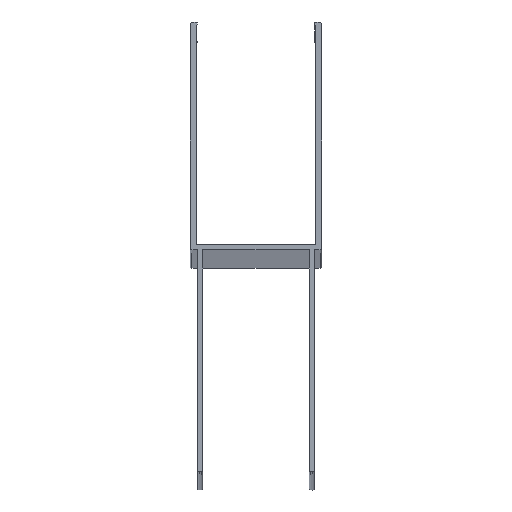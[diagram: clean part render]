
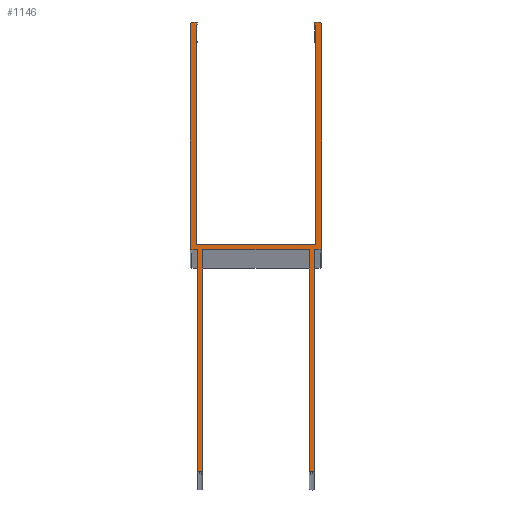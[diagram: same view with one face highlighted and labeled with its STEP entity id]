
A CAD part, top view. The second image highlights one B-rep face of the part: STEP entity #1146.
In plain terms, the highlighted planar face has unit normal (0, 0, 1).
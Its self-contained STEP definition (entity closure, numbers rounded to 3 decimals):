
#393=DIRECTION('',(-1.,0.,0.));
#394=VECTOR('',#393,22.6);
#395=CARTESIAN_POINT('',(11.3,1.1,1000.));
#396=LINE('',#395,#394);
#400=DIRECTION('',(0.,-1.,0.));
#401=VECTOR('',#400,41.3);
#402=CARTESIAN_POINT('',(11.3,42.4,1000.));
#403=LINE('',#402,#401);
#407=CARTESIAN_POINT('',(11.3,42.7,1000.));
#408=DIRECTION('',(0.,0.,1.));
#409=DIRECTION('',(0.,1.,0.));
#410=AXIS2_PLACEMENT_3D('',#407,#408,#409);
#415=DIRECTION('',(-1.,0.,0.));
#416=VECTOR('',#415,0.6);
#417=CARTESIAN_POINT('',(11.9,43.,1000.));
#418=LINE('',#417,#416);
#422=CARTESIAN_POINT('',(11.9,42.5,1000.));
#423=DIRECTION('',(0.,0.,1.));
#424=DIRECTION('',(1.,0.,0.));
#425=AXIS2_PLACEMENT_3D('',#422,#423,#424);
#430=DIRECTION('',(0.,1.,0.));
#431=VECTOR('',#430,42.2);
#432=CARTESIAN_POINT('',(12.4,0.3,1000.));
#433=LINE('',#432,#431);
#437=CARTESIAN_POINT('',(12.1,0.3,1000.));
#438=DIRECTION('',(0.,0.,1.));
#439=DIRECTION('',(0.,-1.,0.));
#440=AXIS2_PLACEMENT_3D('',#437,#438,#439);
#445=DIRECTION('',(1.,0.,0.));
#446=VECTOR('',#445,1.1);
#447=CARTESIAN_POINT('',(11.,0.,1000.));
#448=LINE('',#447,#446);
#452=DIRECTION('',(0.,1.,0.));
#453=VECTOR('',#452,41.504);
#454=CARTESIAN_POINT('',(11.,-41.504,1000.));
#455=LINE('',#454,#453);
#459=CARTESIAN_POINT('',(10.7,-41.504,1000.));
#460=DIRECTION('',(0.,0.,1.));
#461=DIRECTION('',(0.,-1.,0.));
#462=AXIS2_PLACEMENT_3D('',#459,#460,#461);
#467=DIRECTION('',(1.,0.,0.));
#468=VECTOR('',#467,0.4);
#469=CARTESIAN_POINT('',(10.3,-41.804,1000.));
#470=LINE('',#469,#468);
#474=CARTESIAN_POINT('',(10.3,-41.504,1000.));
#475=DIRECTION('',(0.,0.,1.));
#476=DIRECTION('',(-1.,0.,0.));
#477=AXIS2_PLACEMENT_3D('',#474,#475,#476);
#482=DIRECTION('',(0.,-1.,0.));
#483=VECTOR('',#482,41.504);
#484=CARTESIAN_POINT('',(10.,0.,1000.));
#485=LINE('',#484,#483);
#489=DIRECTION('',(1.,0.,0.));
#490=VECTOR('',#489,20.);
#491=CARTESIAN_POINT('',(-10.,0.,1000.));
#492=LINE('',#491,#490);
#496=DIRECTION('',(0.,1.,0.));
#497=VECTOR('',#496,41.504);
#498=CARTESIAN_POINT('',(-10.,-41.504,1000.));
#499=LINE('',#498,#497);
#503=CARTESIAN_POINT('',(-10.3,-41.504,1000.));
#504=DIRECTION('',(0.,0.,1.));
#505=DIRECTION('',(0.,-1.,0.));
#506=AXIS2_PLACEMENT_3D('',#503,#504,#505);
#511=DIRECTION('',(1.,0.,0.));
#512=VECTOR('',#511,0.4);
#513=CARTESIAN_POINT('',(-10.7,-41.804,1000.));
#514=LINE('',#513,#512);
#518=CARTESIAN_POINT('',(-10.7,-41.504,1000.));
#519=DIRECTION('',(0.,0.,1.));
#520=DIRECTION('',(-1.,0.,0.));
#521=AXIS2_PLACEMENT_3D('',#518,#519,#520);
#526=DIRECTION('',(0.,-1.,0.));
#527=VECTOR('',#526,41.504);
#528=CARTESIAN_POINT('',(-11.,0.,1000.));
#529=LINE('',#528,#527);
#533=DIRECTION('',(1.,0.,0.));
#534=VECTOR('',#533,1.1);
#535=CARTESIAN_POINT('',(-12.1,0.,1000.));
#536=LINE('',#535,#534);
#540=CARTESIAN_POINT('',(-12.1,0.3,1000.));
#541=DIRECTION('',(0.,0.,1.));
#542=DIRECTION('',(-1.,0.,0.));
#543=AXIS2_PLACEMENT_3D('',#540,#541,#542);
#548=DIRECTION('',(0.,-1.,0.));
#549=VECTOR('',#548,42.2);
#550=CARTESIAN_POINT('',(-12.4,42.5,1000.));
#551=LINE('',#550,#549);
#555=CARTESIAN_POINT('',(-11.9,42.5,1000.));
#556=DIRECTION('',(0.,0.,1.));
#557=DIRECTION('',(0.,1.,0.));
#558=AXIS2_PLACEMENT_3D('',#555,#556,#557);
#563=DIRECTION('',(-1.,0.,0.));
#564=VECTOR('',#563,0.6);
#565=CARTESIAN_POINT('',(-11.3,43.,1000.));
#566=LINE('',#565,#564);
#570=CARTESIAN_POINT('',(-11.3,42.7,1000.));
#571=DIRECTION('',(0.,0.,1.));
#572=DIRECTION('',(0.,-1.,0.));
#573=AXIS2_PLACEMENT_3D('',#570,#571,#572);
#578=DIRECTION('',(0.,1.,0.));
#579=VECTOR('',#578,41.3);
#580=CARTESIAN_POINT('',(-11.3,1.1,1000.));
#581=LINE('',#580,#579);
#637=CARTESIAN_POINT('',(11.3,1.1,1000.));
#638=CARTESIAN_POINT('',(-11.3,1.1,1000.));
#639=VERTEX_POINT('',#637);
#640=VERTEX_POINT('',#638);
#641=CARTESIAN_POINT('',(-11.3,42.4,1000.));
#642=VERTEX_POINT('',#641);
#643=CARTESIAN_POINT('',(-11.3,43.,1000.));
#644=VERTEX_POINT('',#643);
#645=CARTESIAN_POINT('',(-11.9,43.,1000.));
#646=VERTEX_POINT('',#645);
#647=CARTESIAN_POINT('',(-12.4,42.5,1000.));
#648=VERTEX_POINT('',#647);
#649=CARTESIAN_POINT('',(-12.4,0.3,1000.));
#650=VERTEX_POINT('',#649);
#651=CARTESIAN_POINT('',(-12.1,0.,1000.));
#652=VERTEX_POINT('',#651);
#653=CARTESIAN_POINT('',(-11.,0.,1000.));
#654=VERTEX_POINT('',#653);
#655=CARTESIAN_POINT('',(-11.,-41.504,1000.));
#656=VERTEX_POINT('',#655);
#657=CARTESIAN_POINT('',(-10.7,-41.804,1000.));
#658=VERTEX_POINT('',#657);
#659=CARTESIAN_POINT('',(-10.3,-41.804,1000.));
#660=VERTEX_POINT('',#659);
#661=CARTESIAN_POINT('',(-10.,-41.504,1000.));
#662=VERTEX_POINT('',#661);
#663=CARTESIAN_POINT('',(-10.,0.,1000.));
#664=VERTEX_POINT('',#663);
#665=CARTESIAN_POINT('',(10.,0.,1000.));
#666=VERTEX_POINT('',#665);
#667=CARTESIAN_POINT('',(10.,-41.504,1000.));
#668=VERTEX_POINT('',#667);
#669=CARTESIAN_POINT('',(10.3,-41.804,1000.));
#670=VERTEX_POINT('',#669);
#671=CARTESIAN_POINT('',(10.7,-41.804,1000.));
#672=VERTEX_POINT('',#671);
#673=CARTESIAN_POINT('',(11.,-41.504,1000.));
#674=VERTEX_POINT('',#673);
#675=CARTESIAN_POINT('',(11.,0.,1000.));
#676=VERTEX_POINT('',#675);
#677=CARTESIAN_POINT('',(12.1,0.,1000.));
#678=VERTEX_POINT('',#677);
#679=CARTESIAN_POINT('',(12.4,0.3,1000.));
#680=VERTEX_POINT('',#679);
#681=CARTESIAN_POINT('',(12.4,42.5,1000.));
#682=VERTEX_POINT('',#681);
#683=CARTESIAN_POINT('',(11.9,43.,1000.));
#684=VERTEX_POINT('',#683);
#685=CARTESIAN_POINT('',(11.3,43.,1000.));
#686=VERTEX_POINT('',#685);
#687=CARTESIAN_POINT('',(11.3,42.4,1000.));
#688=VERTEX_POINT('',#687);
#1113=CARTESIAN_POINT('',(0.,0.,1000.));
#1114=DIRECTION('',(0.,0.,1.));
#1115=DIRECTION('',(1.,0.,0.));
#1116=AXIS2_PLACEMENT_3D('',#1113,#1114,#1115);
#1117=PLANE('',#1116);
#1118=ORIENTED_EDGE('',*,*,#757,.F.);
#1119=ORIENTED_EDGE('',*,*,#772,.F.);
#1120=ORIENTED_EDGE('',*,*,#786,.F.);
#1121=ORIENTED_EDGE('',*,*,#800,.F.);
#1122=ORIENTED_EDGE('',*,*,#814,.F.);
#1123=ORIENTED_EDGE('',*,*,#828,.F.);
#1124=ORIENTED_EDGE('',*,*,#842,.F.);
#1125=ORIENTED_EDGE('',*,*,#856,.F.);
#1126=ORIENTED_EDGE('',*,*,#870,.F.);
#1127=ORIENTED_EDGE('',*,*,#884,.F.);
#1128=ORIENTED_EDGE('',*,*,#898,.F.);
#1129=ORIENTED_EDGE('',*,*,#912,.F.);
#1130=ORIENTED_EDGE('',*,*,#926,.F.);
#1131=ORIENTED_EDGE('',*,*,#940,.F.);
#1132=ORIENTED_EDGE('',*,*,#954,.F.);
#1133=ORIENTED_EDGE('',*,*,#968,.F.);
#1134=ORIENTED_EDGE('',*,*,#982,.F.);
#1135=ORIENTED_EDGE('',*,*,#996,.F.);
#1136=ORIENTED_EDGE('',*,*,#1010,.F.);
#1137=ORIENTED_EDGE('',*,*,#1024,.F.);
#1138=ORIENTED_EDGE('',*,*,#1038,.F.);
#1139=ORIENTED_EDGE('',*,*,#1052,.F.);
#1140=ORIENTED_EDGE('',*,*,#1066,.F.);
#1141=ORIENTED_EDGE('',*,*,#1080,.F.);
#1142=ORIENTED_EDGE('',*,*,#1094,.F.);
#1143=ORIENTED_EDGE('',*,*,#1107,.F.);
#1144=EDGE_LOOP('',(#1118,#1119,#1120,#1121,#1122,#1123,#1124,#1125,#1126,#1127,
#1128,#1129,#1130,#1131,#1132,#1133,#1134,#1135,#1136,#1137,#1138,#1139,#1140,
#1141,#1142,#1143));
#1145=FACE_OUTER_BOUND('',#1144,.F.);
#411=CIRCLE('',#410,0.3);
#426=CIRCLE('',#425,0.5);
#441=CIRCLE('',#440,0.3);
#463=CIRCLE('',#462,0.3);
#478=CIRCLE('',#477,0.3);
#507=CIRCLE('',#506,0.3);
#522=CIRCLE('',#521,0.3);
#544=CIRCLE('',#543,0.3);
#559=CIRCLE('',#558,0.5);
#574=CIRCLE('',#573,0.3);
#757=EDGE_CURVE('',#639,#640,#396,.T.);
#772=EDGE_CURVE('',#688,#639,#403,.T.);
#786=EDGE_CURVE('',#686,#688,#411,.T.);
#800=EDGE_CURVE('',#684,#686,#418,.T.);
#814=EDGE_CURVE('',#682,#684,#426,.T.);
#828=EDGE_CURVE('',#680,#682,#433,.T.);
#842=EDGE_CURVE('',#678,#680,#441,.T.);
#856=EDGE_CURVE('',#676,#678,#448,.T.);
#870=EDGE_CURVE('',#674,#676,#455,.T.);
#884=EDGE_CURVE('',#672,#674,#463,.T.);
#898=EDGE_CURVE('',#670,#672,#470,.T.);
#912=EDGE_CURVE('',#668,#670,#478,.T.);
#926=EDGE_CURVE('',#666,#668,#485,.T.);
#940=EDGE_CURVE('',#664,#666,#492,.T.);
#954=EDGE_CURVE('',#662,#664,#499,.T.);
#968=EDGE_CURVE('',#660,#662,#507,.T.);
#982=EDGE_CURVE('',#658,#660,#514,.T.);
#996=EDGE_CURVE('',#656,#658,#522,.T.);
#1010=EDGE_CURVE('',#654,#656,#529,.T.);
#1024=EDGE_CURVE('',#652,#654,#536,.T.);
#1038=EDGE_CURVE('',#650,#652,#544,.T.);
#1052=EDGE_CURVE('',#648,#650,#551,.T.);
#1066=EDGE_CURVE('',#646,#648,#559,.T.);
#1080=EDGE_CURVE('',#644,#646,#566,.T.);
#1094=EDGE_CURVE('',#642,#644,#574,.T.);
#1107=EDGE_CURVE('',#640,#642,#581,.T.);
#1146=ADVANCED_FACE('',(#1145),#1117,.T.);
